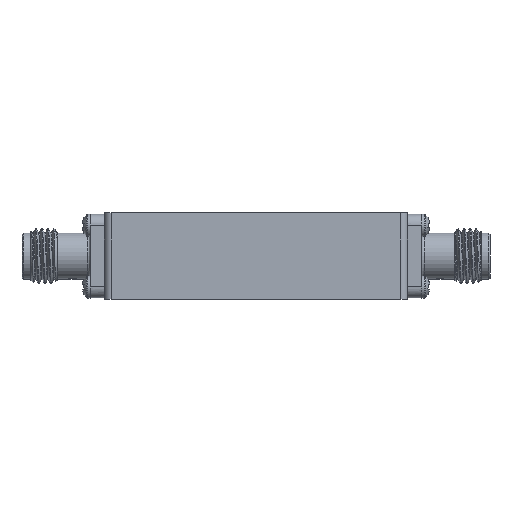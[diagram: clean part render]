
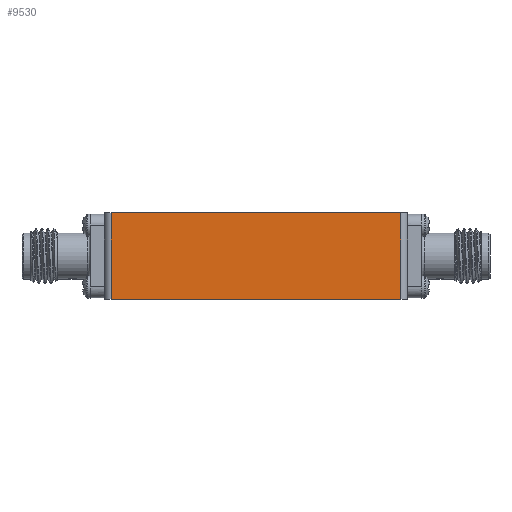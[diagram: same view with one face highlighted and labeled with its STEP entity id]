
A CAD part, left-side view. The second image highlights one B-rep face of the part: STEP entity #9530.
In plain terms, the highlighted planar face has unit normal (-1, 0, 0).
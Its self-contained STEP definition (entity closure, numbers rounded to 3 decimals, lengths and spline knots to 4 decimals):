
#366 = FACE_OUTER_BOUND ( 'NONE', #39855, .T. ) ;
#7847 = VERTEX_POINT ( 'NONE', #23897 ) ;
#8306 = VECTOR ( 'NONE', #31269, 39.3701 ) ;
#9530 = ADVANCED_FACE ( 'NONE', ( #366 ), #38470, .F. ) ;
#11543 = ORIENTED_EDGE ( 'NONE', *, *, #52834, .T. ) ;
#13593 = AXIS2_PLACEMENT_3D ( 'NONE', #21495, #39009, #17872 ) ;
#17025 = CARTESIAN_POINT ( 'NONE',  ( -1.0236, 0.659, 0.1969 ) ) ;
#17872 = DIRECTION ( 'NONE',  ( 0., 1., 0. ) ) ;
#18296 = VERTEX_POINT ( 'NONE', #37824 ) ;
#19030 = CARTESIAN_POINT ( 'NONE',  ( -1.0236, -0.689, 0.1969 ) ) ;
#19660 = VECTOR ( 'NONE', #25650, 39.3701 ) ;
#21495 = CARTESIAN_POINT ( 'NONE',  ( -1.0236, -0.689, 0.1969 ) ) ;
#22116 = CARTESIAN_POINT ( 'NONE',  ( -1.0236, 0.659, -0.1969 ) ) ;
#22447 = VECTOR ( 'NONE', #36524, 39.3701 ) ;
#23897 = CARTESIAN_POINT ( 'NONE',  ( -1.0236, -0.659, -0.1969 ) ) ;
#25365 = ORIENTED_EDGE ( 'NONE', *, *, #33686, .T. ) ;
#25650 = DIRECTION ( 'NONE',  ( 0., 0., -1. ) ) ;
#26378 = VERTEX_POINT ( 'NONE', #22116 ) ;
#26587 = ORIENTED_EDGE ( 'NONE', *, *, #31173, .T. ) ;
#29610 = ORIENTED_EDGE ( 'NONE', *, *, #37298, .F. ) ;
#31173 = EDGE_CURVE ( 'NONE', #7847, #36583, #35388, .T. ) ;
#31269 = DIRECTION ( 'NONE',  ( 0., -1., 0. ) ) ;
#31761 = CARTESIAN_POINT ( 'NONE',  ( -1.0236, -0.659, 0.1969 ) ) ;
#33686 = EDGE_CURVE ( 'NONE', #26378, #7847, #36813, .T. ) ;
#34157 = LINE ( 'NONE', #19030, #8306 ) ;
#34280 = LINE ( 'NONE', #17025, #19660 ) ;
#35388 = LINE ( 'NONE', #31761, #50282 ) ;
#36524 = DIRECTION ( 'NONE',  ( 0., -1., 0. ) ) ;
#36583 = VERTEX_POINT ( 'NONE', #40913 ) ;
#36813 = LINE ( 'NONE', #53749, #22447 ) ;
#37298 = EDGE_CURVE ( 'NONE', #18296, #36583, #34157, .T. ) ;
#37824 = CARTESIAN_POINT ( 'NONE',  ( -1.0236, 0.659, 0.1969 ) ) ;
#38470 = PLANE ( 'NONE',  #13593 ) ;
#39009 = DIRECTION ( 'NONE',  ( 1., 0., 0. ) ) ;
#39855 = EDGE_LOOP ( 'NONE', ( #25365, #26587, #29610, #11543 ) ) ;
#40913 = CARTESIAN_POINT ( 'NONE',  ( -1.0236, -0.659, 0.1969 ) ) ;
#48734 = DIRECTION ( 'NONE',  ( 0., 0., 1. ) ) ;
#50282 = VECTOR ( 'NONE', #48734, 39.3701 ) ;
#52834 = EDGE_CURVE ( 'NONE', #18296, #26378, #34280, .T. ) ;
#53749 = CARTESIAN_POINT ( 'NONE',  ( -1.0236, -0.689, -0.1969 ) ) ;
